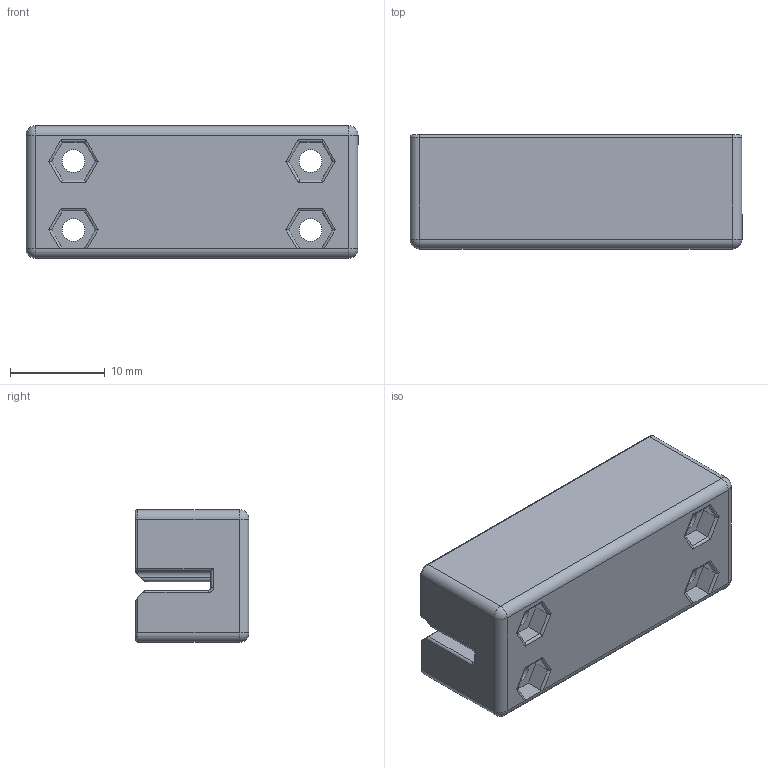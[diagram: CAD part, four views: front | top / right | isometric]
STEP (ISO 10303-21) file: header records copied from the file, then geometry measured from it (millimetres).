
FILE_DESCRIPTION (( 'STEP AP214' ), '1' );
FILE_NAME ('M2 Belt Clamp with Teeth.STEP', '2014-05-07T14:49:11', ( '' ), ( '' ), 'SwSTEP 2.0', 'SolidWorks 2012', '' );
FILE_SCHEMA (( 'AUTOMOTIVE_DESIGN' ));
Length unit declared in the file: millimetre
Products named in the file (1): M2 Belt Clamp with Teeth
Bounding box: 35 x 12 x 14 mm (x, y, z)
Volume: 5079.1 mm3; surface area: 3134.4 mm2
Topology: 1 solids, 1 shells, 213 faces, 555 edges, 338 vertices
Faces by surface type: cylinder 100, plane 59, torus 46, sphere 6, cone 2
Entity records: 6777 total; most frequent: CARTESIAN_POINT 1698, ORIENTED_EDGE 1098, DIRECTION 1069, EDGE_CURVE 549, AXIS2_PLACEMENT_3D 420, VERTEX_POINT 338, VECTOR 229, LINE 229
